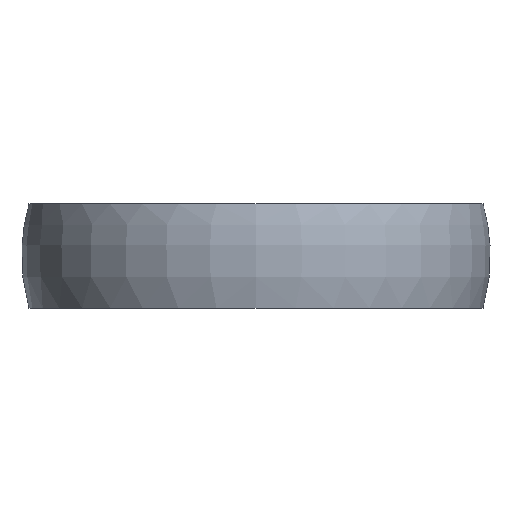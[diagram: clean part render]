
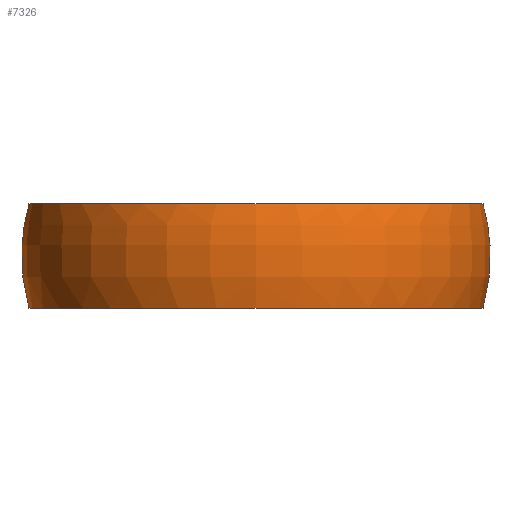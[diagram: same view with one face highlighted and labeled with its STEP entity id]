
A CAD part, front view. The second image highlights one B-rep face of the part: STEP entity #7326.
In plain terms, the highlighted toroidal (fillet/blend) face has major radius 4.293 mm and minor radius 18.207 mm.
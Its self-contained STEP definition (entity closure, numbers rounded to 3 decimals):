
#215 = DIRECTION ( 'NONE',  ( 0., 0., 1. ) ) ;
#320 = AXIS2_PLACEMENT_3D ( 'NONE', #7349, #1526, #4389 ) ;
#523 = CARTESIAN_POINT ( 'NONE',  ( 21.8, 0., -5. ) ) ;
#590 = EDGE_CURVE ( 'NONE', #5986, #5986, #1684, .T. ) ;
#1074 = DIRECTION ( 'NONE',  ( 1., 0., 0. ) ) ;
#1086 = EDGE_LOOP ( 'NONE', ( #1400 ) ) ;
#1215 = DIRECTION ( 'NONE',  ( 1., 0., 0. ) ) ;
#1400 = ORIENTED_EDGE ( 'NONE', *, *, #590, .T. ) ;
#1526 = DIRECTION ( 'NONE',  ( 0., 0., 1. ) ) ;
#1684 = CIRCLE ( 'NONE', #2280, 21.8 ) ;
#1902 = CIRCLE ( 'NONE', #320, 21.8 ) ;
#2054 = FACE_OUTER_BOUND ( 'NONE', #1086, .T. ) ;
#2173 = VERTEX_POINT ( 'NONE', #2485 ) ;
#2280 = AXIS2_PLACEMENT_3D ( 'NONE', #7033, #215, #1215 ) ;
#2485 = CARTESIAN_POINT ( 'NONE',  ( 21.8, 0., 5. ) ) ;
#2695 = ORIENTED_EDGE ( 'NONE', *, *, #7792, .F. ) ;
#3739 = TOROIDAL_SURFACE ( 'NONE', #5597, 4.293, 18.207 ) ;
#3933 = DIRECTION ( 'NONE',  ( 0., 0., 1. ) ) ;
#3999 = EDGE_LOOP ( 'NONE', ( #2695 ) ) ;
#4389 = DIRECTION ( 'NONE',  ( 1., 0., 0. ) ) ;
#5597 = AXIS2_PLACEMENT_3D ( 'NONE', #11754, #3933, #1074 ) ;
#5986 = VERTEX_POINT ( 'NONE', #523 ) ;
#7033 = CARTESIAN_POINT ( 'NONE',  ( 0., 0., -5. ) ) ;
#7326 = ADVANCED_FACE ( 'NONE', ( #11121, #2054 ), #3739, .T. ) ;
#7349 = CARTESIAN_POINT ( 'NONE',  ( 0., 0., 5. ) ) ;
#7792 = EDGE_CURVE ( 'NONE', #2173, #2173, #1902, .T. ) ;
#11121 = FACE_OUTER_BOUND ( 'NONE', #3999, .T. ) ;
#11754 = CARTESIAN_POINT ( 'NONE',  ( 0., 0., 0. ) ) ;
